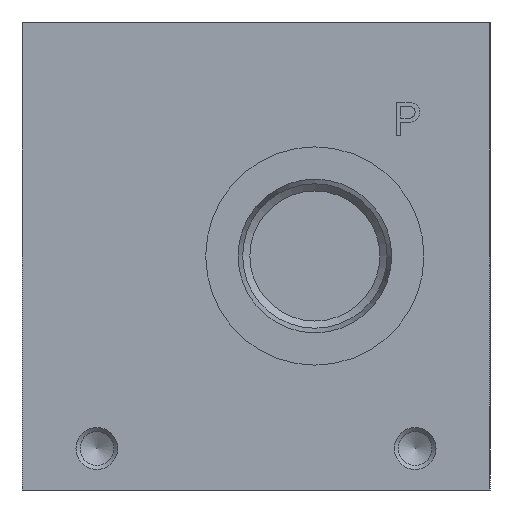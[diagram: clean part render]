
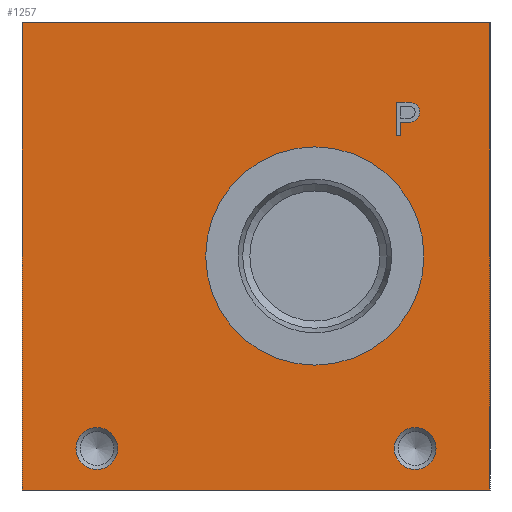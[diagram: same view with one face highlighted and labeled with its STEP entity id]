
A CAD part, left-side view. The second image highlights one B-rep face of the part: STEP entity #1257.
In plain terms, the highlighted planar face has unit normal (-1, 0, 0).
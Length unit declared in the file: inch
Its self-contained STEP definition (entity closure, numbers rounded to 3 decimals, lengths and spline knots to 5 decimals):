
#1257 = ADVANCED_FACE( '', ( #2701, #2702, #2703, #2704, #2705 ), #2706, .F. );
#2701 = FACE_BOUND( '', #4159, .T. );
#2702 = FACE_BOUND( '', #4160, .T. );
#2703 = FACE_BOUND( '', #4161, .T. );
#2704 = FACE_BOUND( '', #4162, .T. );
#2705 = FACE_OUTER_BOUND( '', #4163, .T. );
#2706 = PLANE( '', #4164 );
#4159 = EDGE_LOOP( '', ( #7559, #7560, #7561, #7562, #7563, #7564 ) );
#4160 = EDGE_LOOP( '', ( #7565 ) );
#4161 = EDGE_LOOP( '', ( #7566 ) );
#4162 = EDGE_LOOP( '', ( #7567 ) );
#4163 = EDGE_LOOP( '', ( #7568, #7569, #7570, #7571 ) );
#4164 = AXIS2_PLACEMENT_3D( '', #7572, #7573, #7574 );
#7559 = ORIENTED_EDGE( '', *, *, #8765, .F. );
#7560 = ORIENTED_EDGE( '', *, *, #8398, .F. );
#7561 = ORIENTED_EDGE( '', *, *, #8370, .F. );
#7562 = ORIENTED_EDGE( '', *, *, #8817, .F. );
#7563 = ORIENTED_EDGE( '', *, *, #8445, .F. );
#7564 = ORIENTED_EDGE( '', *, *, #8988, .F. );
#7565 = ORIENTED_EDGE( '', *, *, #8933, .T. );
#7566 = ORIENTED_EDGE( '', *, *, #8893, .T. );
#7567 = ORIENTED_EDGE( '', *, *, #8168, .T. );
#7568 = ORIENTED_EDGE( '', *, *, #8259, .F. );
#7569 = ORIENTED_EDGE( '', *, *, #8387, .F. );
#7570 = ORIENTED_EDGE( '', *, *, #7949, .F. );
#7571 = ORIENTED_EDGE( '', *, *, #8705, .F. );
#7572 = CARTESIAN_POINT( '', ( 0., 0., 0. ) );
#7573 = DIRECTION( '', ( 1., 0., 0. ) );
#7574 = DIRECTION( '', ( 0., 0., -1. ) );
#7949 = EDGE_CURVE( '', #9501, #9502, #9503, .T. );
#8168 = EDGE_CURVE( '', #9849, #9849, #9850, .T. );
#8259 = EDGE_CURVE( '', #9981, #9983, #9984, .T. );
#8370 = EDGE_CURVE( '', #10149, #10150, #10151, .T. );
#8387 = EDGE_CURVE( '', #9502, #9981, #10174, .T. );
#8398 = EDGE_CURVE( '', #10150, #10190, #10191, .T. );
#8445 = EDGE_CURVE( '', #10258, #10259, #10260, .T. );
#8705 = EDGE_CURVE( '', #9983, #9501, #10612, .T. );
#8765 = EDGE_CURVE( '', #10190, #10682, #10683, .T. );
#8817 = EDGE_CURVE( '', #10259, #10149, #10742, .T. );
#8893 = EDGE_CURVE( '', #10829, #10829, #10830, .T. );
#8933 = EDGE_CURVE( '', #10872, #10872, #10873, .T. );
#8988 = EDGE_CURVE( '', #10682, #10258, #10929, .T. );
#9501 = VERTEX_POINT( '', #11606 );
#9502 = VERTEX_POINT( '', #11607 );
#9503 = LINE( '', #11608, #11609 );
#9849 = VERTEX_POINT( '', #12077 );
#9850 = CIRCLE( '', #12078, 0.816 );
#9981 = VERTEX_POINT( '', #12249 );
#9983 = VERTEX_POINT( '', #12252 );
#9984 = LINE( '', #12253, #12254 );
#10149 = VERTEX_POINT( '', #12480 );
#10150 = VERTEX_POINT( '', #12481 );
#10151 = LINE( '', #12482, #12483 );
#10174 = LINE( '', #12516, #12517 );
#10190 = VERTEX_POINT( '', #12534 );
#10191 = LINE( '', #12535, #12536 );
#10258 = VERTEX_POINT( '', #12626 );
#10259 = VERTEX_POINT( '', #12627 );
#10260 = CIRCLE( '', #12628, 0.07363 );
#10612 = LINE( '', #13086, #13087 );
#10682 = VERTEX_POINT( '', #13182 );
#10683 = LINE( '', #13183, #13184 );
#10742 = LINE( '', #13260, #13261 );
#10829 = VERTEX_POINT( '', #13373 );
#10830 = CIRCLE( '', #13374, 0.15625 );
#10872 = VERTEX_POINT( '', #13426 );
#10873 = CIRCLE( '', #13427, 0.15625 );
#10929 = LINE( '', #13488, #13489 );
#11606 = CARTESIAN_POINT( '', ( 0., 0., 3.5 ) );
#11607 = CARTESIAN_POINT( '', ( 0., 0., 0. ) );
#11608 = CARTESIAN_POINT( '', ( 0., 0., 3.5 ) );
#11609 = VECTOR( '', #13901, 39.37008 );
#12077 = CARTESIAN_POINT( '', ( 0., 1.31, 0.934 ) );
#12078 = AXIS2_PLACEMENT_3D( '', #14144, #14145, #14146 );
#12249 = CARTESIAN_POINT( '', ( 0., 3.5, 0. ) );
#12252 = CARTESIAN_POINT( '', ( 0., 3.5, 3.5 ) );
#12253 = CARTESIAN_POINT( '', ( 0., 3.5, 0. ) );
#12254 = VECTOR( '', #14245, 39.37008 );
#12480 = CARTESIAN_POINT( '', ( 0., 0.7, 2.89887 ) );
#12481 = CARTESIAN_POINT( '', ( 0., 0.7, 2.65152 ) );
#12482 = CARTESIAN_POINT( '', ( 0., 0.7, 2.89887 ) );
#12483 = VECTOR( '', #14376, 39.37008 );
#12516 = CARTESIAN_POINT( '', ( 0., 0., 0. ) );
#12517 = VECTOR( '', #14390, 39.37008 );
#12534 = CARTESIAN_POINT( '', ( 0., 0.66709, 2.65152 ) );
#12535 = CARTESIAN_POINT( '', ( 0., 0.7, 2.65152 ) );
#12536 = VECTOR( '', #14407, 39.37008 );
#12626 = CARTESIAN_POINT( '', ( 0., 0.59214, 2.75203 ) );
#12627 = CARTESIAN_POINT( '', ( 0., 0.59594, 2.89887 ) );
#12628 = AXIS2_PLACEMENT_3D( '', #14458, #14459, #14460 );
#13086 = CARTESIAN_POINT( '', ( 0., 3.5, 3.5 ) );
#13087 = VECTOR( '', #14732, 39.37008 );
#13182 = CARTESIAN_POINT( '', ( 0., 0.66709, 2.75178 ) );
#13183 = CARTESIAN_POINT( '', ( 0., 0.66709, 2.65152 ) );
#13184 = VECTOR( '', #14779, 39.37008 );
#13260 = CARTESIAN_POINT( '', ( 0., 0.59594, 2.89887 ) );
#13261 = VECTOR( '', #14818, 39.37008 );
#13373 = CARTESIAN_POINT( '', ( 0., 2.94, 0.15375 ) );
#13374 = AXIS2_PLACEMENT_3D( '', #14871, #14872, #14873 );
#13426 = CARTESIAN_POINT( '', ( 0., 0.56, 0.15375 ) );
#13427 = AXIS2_PLACEMENT_3D( '', #14899, #14900, #14901 );
#13488 = CARTESIAN_POINT( '', ( 0., 0.66709, 2.75178 ) );
#13489 = VECTOR( '', #14916, 39.37008 );
#13901 = DIRECTION( '', ( 0., 0., -1. ) );
#14144 = CARTESIAN_POINT( '', ( 0., 1.31, 1.75 ) );
#14145 = DIRECTION( '', ( 1., 0., 0. ) );
#14146 = DIRECTION( '', ( 0., 0., -1. ) );
#14245 = DIRECTION( '', ( 0., 0., 1. ) );
#14376 = DIRECTION( '', ( 0., 0., -1. ) );
#14390 = DIRECTION( '', ( 0., 1., 0. ) );
#14407 = DIRECTION( '', ( 0., -1., 0. ) );
#14458 = CARTESIAN_POINT( '', ( 0., 0.59921, 2.82532 ) );
#14459 = DIRECTION( '', ( -1., 0., 0. ) );
#14460 = DIRECTION( '', ( 0., 0., 1. ) );
#14732 = DIRECTION( '', ( 0., -1., 0. ) );
#14779 = DIRECTION( '', ( 0., 0., 1. ) );
#14818 = DIRECTION( '', ( 0., 1., 0. ) );
#14871 = CARTESIAN_POINT( '', ( 0., 2.94, 0.31 ) );
#14872 = DIRECTION( '', ( 1., 0., 0. ) );
#14873 = DIRECTION( '', ( 0., 0., -1. ) );
#14899 = CARTESIAN_POINT( '', ( 0., 0.56, 0.31 ) );
#14900 = DIRECTION( '', ( 1., 0., 0. ) );
#14901 = DIRECTION( '', ( 0., 0., -1. ) );
#14916 = DIRECTION( '', ( 0., -1., 0.003 ) );
